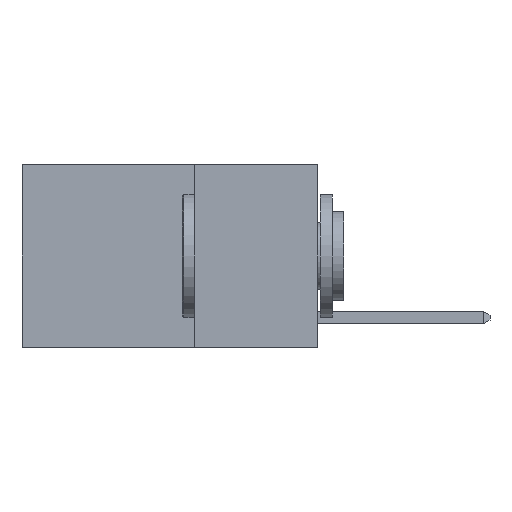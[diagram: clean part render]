
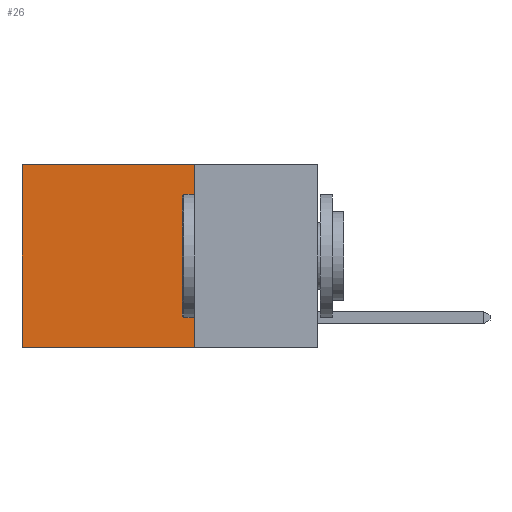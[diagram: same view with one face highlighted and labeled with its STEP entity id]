
A CAD part, left-side view. The second image highlights one B-rep face of the part: STEP entity #26.
In plain terms, the highlighted planar face has unit normal (-1, 0, 0).
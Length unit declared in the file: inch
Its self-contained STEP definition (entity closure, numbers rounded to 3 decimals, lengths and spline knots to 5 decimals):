
#26 = ADVANCED_FACE ( 'NONE', ( #5596 ), #605, .F. ) ;
#220 = VERTEX_POINT ( 'NONE', #6190 ) ;
#259 = CARTESIAN_POINT ( 'NONE',  ( 0.2625, 0.25, 0. ) ) ;
#605 = PLANE ( 'NONE',  #4405 ) ;
#946 = DIRECTION ( 'NONE',  ( 0., 0., -1. ) ) ;
#948 = VECTOR ( 'NONE', #2241, 39.37008 ) ;
#989 = CARTESIAN_POINT ( 'NONE',  ( 0.2625, 0.25, 0. ) ) ;
#1282 = ORIENTED_EDGE ( 'NONE', *, *, #9540, .F. ) ;
#1726 = CARTESIAN_POINT ( 'NONE',  ( 0.2625, 0.6, 0. ) ) ;
#1932 = ORIENTED_EDGE ( 'NONE', *, *, #6594, .T. ) ;
#1962 = ORIENTED_EDGE ( 'NONE', *, *, #1994, .F. ) ;
#1994 = EDGE_CURVE ( 'NONE', #4000, #220, #5801, .T. ) ;
#2241 = DIRECTION ( 'NONE',  ( 0., 0., -1. ) ) ;
#2466 = DIRECTION ( 'NONE',  ( 0., 0., -1. ) ) ;
#3410 = VECTOR ( 'NONE', #9288, 39.37008 ) ;
#4000 = VERTEX_POINT ( 'NONE', #6171 ) ;
#4405 = AXIS2_PLACEMENT_3D ( 'NONE', #5865, #6738, #2466 ) ;
#5018 = LINE ( 'NONE', #6740, #948 ) ;
#5448 = CARTESIAN_POINT ( 'NONE',  ( 0.2625, 0.25, -0.37 ) ) ;
#5556 = VECTOR ( 'NONE', #946, 39.37008 ) ;
#5596 = FACE_OUTER_BOUND ( 'NONE', #5739, .T. ) ;
#5739 = EDGE_LOOP ( 'NONE', ( #9299, #1282, #1962, #1932 ) ) ;
#5801 = LINE ( 'NONE', #989, #5556 ) ;
#5865 = CARTESIAN_POINT ( 'NONE',  ( 0.2625, 0.25, 0. ) ) ;
#6141 = VECTOR ( 'NONE', #6202, 39.37008 ) ;
#6171 = CARTESIAN_POINT ( 'NONE',  ( 0.2625, 0.25, 0. ) ) ;
#6190 = CARTESIAN_POINT ( 'NONE',  ( 0.2625, 0.25, -0.37 ) ) ;
#6200 = CARTESIAN_POINT ( 'NONE',  ( 0.2625, 0.6, -0.37 ) ) ;
#6202 = DIRECTION ( 'NONE',  ( 0., 1., 0. ) ) ;
#6473 = VERTEX_POINT ( 'NONE', #1726 ) ;
#6594 = EDGE_CURVE ( 'NONE', #4000, #6473, #9272, .T. ) ;
#6738 = DIRECTION ( 'NONE',  ( 1., 0., 0. ) ) ;
#6740 = CARTESIAN_POINT ( 'NONE',  ( 0.2625, 0.6, 0. ) ) ;
#7643 = EDGE_CURVE ( 'NONE', #6473, #7861, #5018, .T. ) ;
#7861 = VERTEX_POINT ( 'NONE', #6200 ) ;
#8104 = LINE ( 'NONE', #5448, #6141 ) ;
#9272 = LINE ( 'NONE', #259, #3410 ) ;
#9288 = DIRECTION ( 'NONE',  ( 0., 1., 0. ) ) ;
#9299 = ORIENTED_EDGE ( 'NONE', *, *, #7643, .T. ) ;
#9540 = EDGE_CURVE ( 'NONE', #220, #7861, #8104, .T. ) ;
